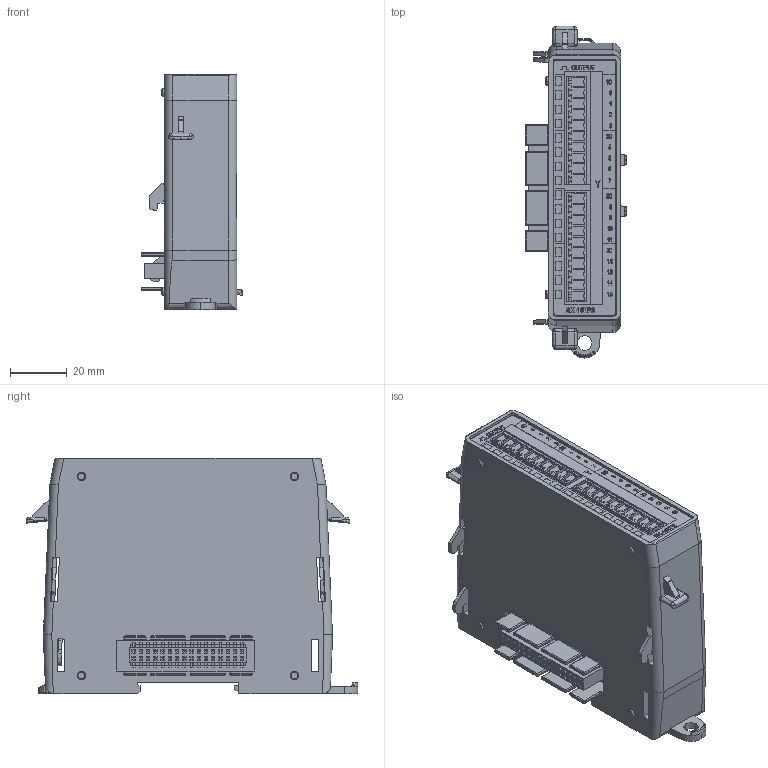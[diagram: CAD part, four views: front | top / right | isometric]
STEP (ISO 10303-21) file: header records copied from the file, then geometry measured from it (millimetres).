
FILE_DESCRIPTION (( 'STEP AP214' ), '1' );
FILE_NAME ('BX-16TF2 door and color mod 1 comb 1 fXT c2.STEP', '2020-08-19T15:52:37', ( '' ), ( '' ), 'SwSTEP 2.0', 'SolidWorks 2017', '' );
FILE_SCHEMA (( 'AUTOMOTIVE_DESIGN' ));
Length unit declared in the file: inch
Products named in the file (1): BX-16TF2 door and color mod 1 comb 1 fXT c2
Bounding box: 35.57 x 116.5 x 82.55 mm (x, y, z)
Volume: 189717.8 mm3; surface area: 46581.4 mm2
Topology: 14 solids, 23 shells, 3871 faces, 10340 edges, 6659 vertices
Faces by surface type: plane 2881, cylinder 477, bspline 429, torus 41, cone 35, sphere 8
Entity records: 160589 total; most frequent: CARTESIAN_POINT 50891, ORIENTED_EDGE 20652, DIRECTION 16544, EDGE_CURVE 10326, LINE 8242, VECTOR 8242, VERTEX_POINT 6657, EDGE_LOOP 4305
